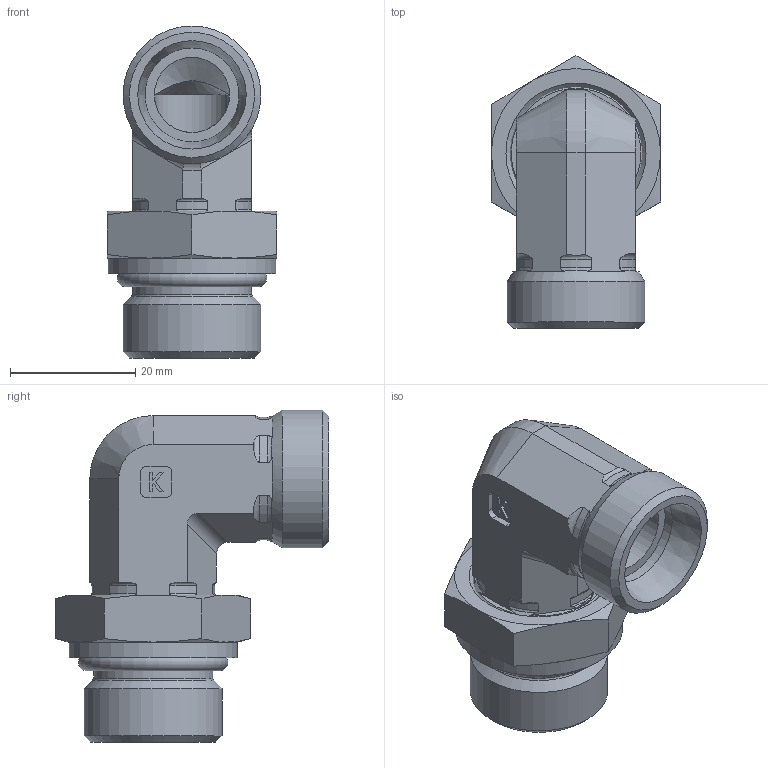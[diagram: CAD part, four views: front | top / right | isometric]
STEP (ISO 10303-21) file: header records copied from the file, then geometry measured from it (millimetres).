
FILE_DESCRIPTION((''),'2;1');
FILE_NAME('6702222115.stp','2015-07-17T15:07:08',(''),('KNOMI spol. s r. o.'),'Autodesk Inventor 2012','Autodesk Inventor 2012','');
FILE_SCHEMA(('AUTOMOTIVE_DESIGN { 1 2 10303 214 0 1 1 1 }'));
Length unit declared in the file: millimetre
Products named in the file (4): ÚPS M22/M22K komora Js12; 678 2222 15; 60 18720 262 70; 675122
Assembly tree (3 placements, depth 2):
  ÚPS M22/M22K komora Js12
    678 2222 15
    60 18720 262 70
    675122
Bounding box: 27 x 43.59 x 53 mm (x, y, z)
Volume: 17664.7 mm3; surface area: 10357.2 mm2
Topology: 3 solids, 3 shells, 148 faces, 390 edges, 250 vertices
Faces by surface type: plane 64, cylinder 29, cone 28, torus 27
Full cylindrical faces by diameter (mm): 12 x2, 15 x1, 19 x1, 20.376 x1, 22 x3, 26.8 x1
Entity records: 4965 total; most frequent: CARTESIAN_POINT 1305, ORIENTED_EDGE 724, DIRECTION 684, EDGE_CURVE 362, AXIS2_PLACEMENT_3D 270, VERTEX_POINT 243, EDGE_LOOP 177, STYLED_ITEM 151
